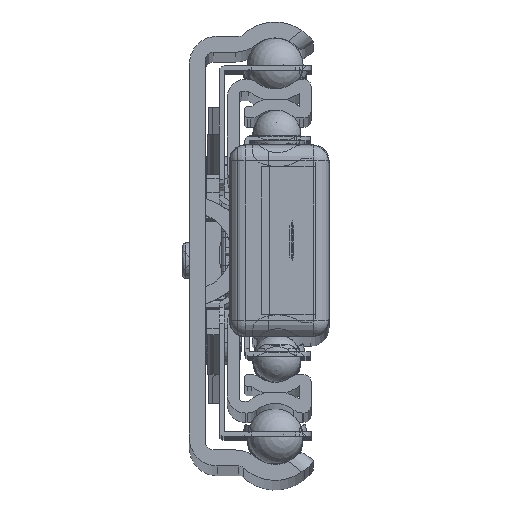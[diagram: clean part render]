
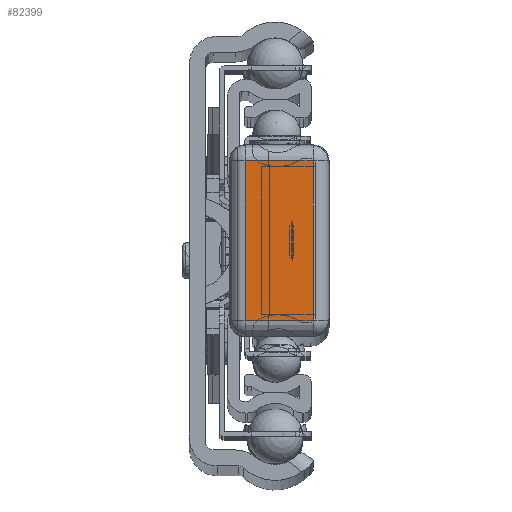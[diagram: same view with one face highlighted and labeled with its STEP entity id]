
A CAD part, top view. The second image highlights one B-rep face of the part: STEP entity #82399.
In plain terms, the highlighted planar face has unit normal (0, 0, 1).
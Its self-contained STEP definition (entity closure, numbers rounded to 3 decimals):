
#3219=LINE('',#121159,#9225);
#3221=LINE('',#121167,#9227);
#3223=LINE('',#121177,#9229);
#3225=LINE('',#121186,#9231);
#9225=VECTOR('',#97163,10.);
#9227=VECTOR('',#97171,10.);
#9229=VECTOR('',#97183,10.);
#9231=VECTOR('',#97195,10.);
#14369=PLANE('',#87466);
#16754=FACE_OUTER_BOUND('',#20973,.T.);
#20973=EDGE_LOOP('',(#56463,#56464,#56465,#56466));
#32478=VERTEX_POINT('',#121156);
#32479=VERTEX_POINT('',#121158);
#32482=VERTEX_POINT('',#121166);
#32485=VERTEX_POINT('',#121176);
#41679=EDGE_CURVE('',#32478,#32479,#3219,.T.);
#41683=EDGE_CURVE('',#32479,#32482,#3221,.T.);
#41688=EDGE_CURVE('',#32482,#32485,#3223,.T.);
#41693=EDGE_CURVE('',#32485,#32478,#3225,.T.);
#56463=ORIENTED_EDGE('',*,*,#41679,.F.);
#56464=ORIENTED_EDGE('',*,*,#41693,.F.);
#56465=ORIENTED_EDGE('',*,*,#41688,.F.);
#56466=ORIENTED_EDGE('',*,*,#41683,.F.);
#82399=ADVANCED_FACE('',(#16754),#14369,.T.);
#87466=AXIS2_PLACEMENT_3D('',#121200,#97217,#97218);
#97163=DIRECTION('',(0.,1.,0.));
#97171=DIRECTION('',(1.,0.,0.));
#97183=DIRECTION('',(0.,-1.,0.));
#97195=DIRECTION('',(-1.,0.,0.));
#97217=DIRECTION('center_axis',(0.,0.,
1.));
#97218=DIRECTION('ref_axis',(-1.,0.,0.));
#121156=CARTESIAN_POINT('',(-3.75,-10.,1100.));
#121158=CARTESIAN_POINT('',(-3.75,10.,1100.));
#121159=CARTESIAN_POINT('',(-3.75,-5.,1100.));
#121166=CARTESIAN_POINT('',(4.75,10.,1100.));
#121167=CARTESIAN_POINT('',(-1.625,10.,1100.));
#121176=CARTESIAN_POINT('',(4.75,-10.,1100.));
#121177=CARTESIAN_POINT('',(4.75,5.,1100.));
#121186=CARTESIAN_POINT('',(2.625,-10.,1100.));
#121200=CARTESIAN_POINT('Origin',(0.5,0.,
1100.));
